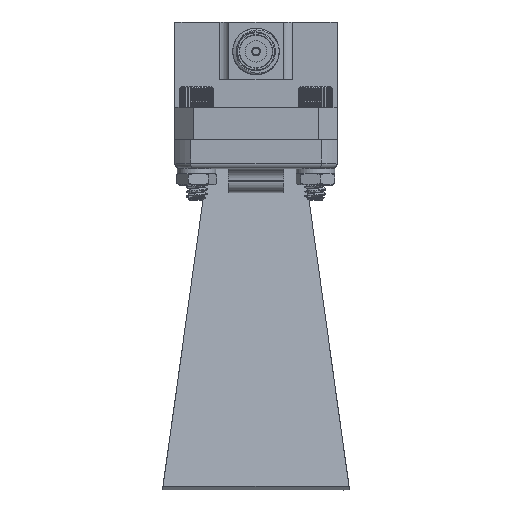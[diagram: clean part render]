
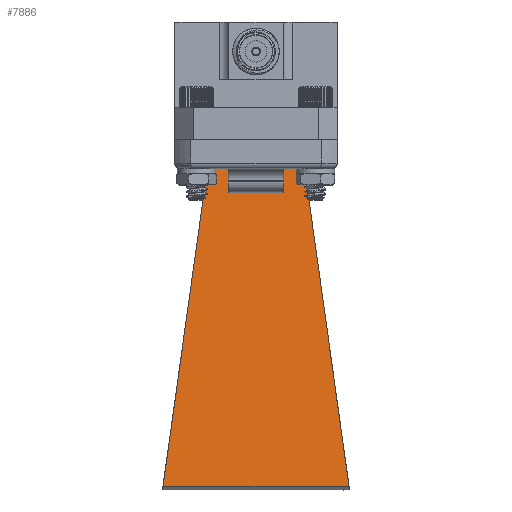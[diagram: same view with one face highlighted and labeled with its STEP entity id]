
A CAD part, top view. The second image highlights one B-rep face of the part: STEP entity #7886.
In plain terms, the highlighted face is planar.
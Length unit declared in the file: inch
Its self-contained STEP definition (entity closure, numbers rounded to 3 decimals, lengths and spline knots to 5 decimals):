
#1183 = LINE ( 'NONE', #7939, #7301 ) ;
#1354 = CARTESIAN_POINT ( 'NONE',  ( 1.8688, -0.36227, -0.50181 ) ) ;
#1436 = EDGE_LOOP ( 'NONE', ( #13003, #5150, #9452, #18174 ) ) ;
#1522 = AXIS2_PLACEMENT_3D ( 'NONE', #15002, #9263, #18133 ) ;
#1569 = LINE ( 'NONE', #5432, #3351 ) ;
#1633 = DIRECTION ( 'NONE',  ( -0.983, 0.124, 0.138 ) ) ;
#2085 = VERTEX_POINT ( 'NONE', #3921 ) ;
#3351 = VECTOR ( 'NONE', #11281, 39.37008 ) ;
#3921 = CARTESIAN_POINT ( 'NONE',  ( 0.156, -0.14669, 0.262 ) ) ;
#4115 = EDGE_CURVE ( 'NONE', #2085, #17112, #14892, .T. ) ;
#4610 = EDGE_CURVE ( 'NONE', #17112, #9831, #1569, .T. ) ;
#4617 = VECTOR ( 'NONE', #18497, 39.37008 ) ;
#5150 = ORIENTED_EDGE ( 'NONE', *, *, #11774, .T. ) ;
#5432 = CARTESIAN_POINT ( 'NONE',  ( 1.8688, -0.36227, 2.14586 ) ) ;
#5549 = EDGE_CURVE ( 'NONE', #9831, #6917, #15631, .T. ) ;
#6917 = VERTEX_POINT ( 'NONE', #10972 ) ;
#6958 = CARTESIAN_POINT ( 'NONE',  ( 1.8688, -0.36227, 0.50181 ) ) ;
#7301 = VECTOR ( 'NONE', #12332, 39.37008 ) ;
#7886 = ADVANCED_FACE ( 'NONE', ( #10122 ), #7944, .F. ) ;
#7939 = CARTESIAN_POINT ( 'NONE',  ( 0.156, -0.14669, 2.14586 ) ) ;
#7944 = PLANE ( 'NONE',  #1522 ) ;
#9263 = DIRECTION ( 'NONE',  ( 0.125, 0.992, 0. ) ) ;
#9452 = ORIENTED_EDGE ( 'NONE', *, *, #5549, .F. ) ;
#9683 = CARTESIAN_POINT ( 'NONE',  ( 2.09111, -0.39025, 0.53294 ) ) ;
#9831 = VERTEX_POINT ( 'NONE', #1354 ) ;
#10122 = FACE_OUTER_BOUND ( 'NONE', #1436, .T. ) ;
#10972 = CARTESIAN_POINT ( 'NONE',  ( 0.156, -0.14669, -0.262 ) ) ;
#11281 = DIRECTION ( 'NONE',  ( 0., 0., -1. ) ) ;
#11774 = EDGE_CURVE ( 'NONE', #2085, #6917, #1183, .T. ) ;
#12008 = VECTOR ( 'NONE', #1633, 39.37008 ) ;
#12332 = DIRECTION ( 'NONE',  ( 0., 0., -1. ) ) ;
#13003 = ORIENTED_EDGE ( 'NONE', *, *, #4115, .F. ) ;
#14579 = CARTESIAN_POINT ( 'NONE',  ( 2.09111, -0.39025, -0.53294 ) ) ;
#14892 = LINE ( 'NONE', #9683, #4617 ) ;
#15002 = CARTESIAN_POINT ( 'NONE',  ( 1.8688, -0.36227, 2.14586 ) ) ;
#15631 = LINE ( 'NONE', #14579, #12008 ) ;
#17112 = VERTEX_POINT ( 'NONE', #6958 ) ;
#18133 = DIRECTION ( 'NONE',  ( -0.992, 0.125, 0. ) ) ;
#18174 = ORIENTED_EDGE ( 'NONE', *, *, #4610, .F. ) ;
#18497 = DIRECTION ( 'NONE',  ( 0.983, -0.124, 0.138 ) ) ;
